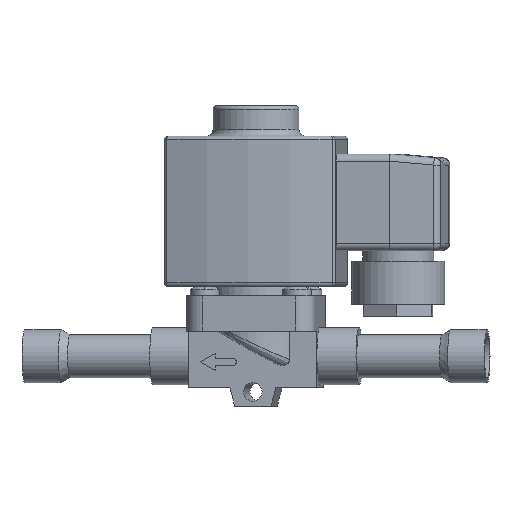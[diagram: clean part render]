
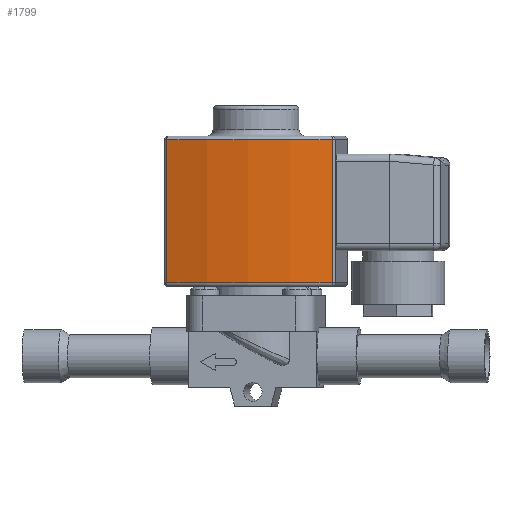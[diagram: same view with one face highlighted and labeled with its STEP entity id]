
A CAD part, left-side view. The second image highlights one B-rep face of the part: STEP entity #1799.
In plain terms, the highlighted cylindrical face has radius 82 mm (diameter 164 mm), a partial arc.
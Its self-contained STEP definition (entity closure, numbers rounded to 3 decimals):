
#1758=CARTESIAN_POINT('',(29.605,-52.141,46.593));
#1759=DIRECTION('',(0.,0.,1.));
#1760=DIRECTION('',(-0.109,-0.994,0.));
#1761=AXIS2_PLACEMENT_3D('',#1758,#1759,#1760);
#1762=CYLINDRICAL_SURFACE('',#1761,82.);
#1763=CARTESIAN_POINT('',(-46.017,-20.434,86.593));
#1764=VERTEX_POINT('',#1763);
#1765=CARTESIAN_POINT('',(-46.017,-20.434,46.593));
#1766=VERTEX_POINT('',#1765);
#1767=CARTESIAN_POINT('',(-46.017,-20.434,86.593));
#1768=DIRECTION('',(-0.,-0.,-1.));
#1769=VECTOR('',#1768,40.);
#1770=LINE('',#1767,#1769);
#1771=EDGE_CURVE('',#1764,#1766,#1770,.T.);
#1772=ORIENTED_EDGE('',*,*,#1771,.T.);
#1773=CARTESIAN_POINT('',(-51.088,-66.725,46.593));
#1774=VERTEX_POINT('',#1773);
#1775=CARTESIAN_POINT('',(29.605,-52.141,46.593));
#1776=DIRECTION('',(0.,0.,1.));
#1777=DIRECTION('',(-0.109,-0.994,0.));
#1778=AXIS2_PLACEMENT_3D('',#1775,#1776,#1777);
#1779=CIRCLE('',#1778,82.);
#1780=EDGE_CURVE('',#1766,#1774,#1779,.T.);
#1781=ORIENTED_EDGE('',*,*,#1780,.T.);
#1782=CARTESIAN_POINT('',(-51.088,-66.725,86.593));
#1783=VERTEX_POINT('',#1782);
#1784=CARTESIAN_POINT('',(-51.088,-66.725,46.593));
#1785=DIRECTION('',(0.,0.,1.));
#1786=VECTOR('',#1785,40.);
#1787=LINE('',#1784,#1786);
#1788=EDGE_CURVE('',#1774,#1783,#1787,.T.);
#1789=ORIENTED_EDGE('',*,*,#1788,.T.);
#1790=CARTESIAN_POINT('',(29.605,-52.141,86.593));
#1791=DIRECTION('',(-0.,-0.,-1.));
#1792=DIRECTION('',(-0.109,-0.994,0.));
#1793=AXIS2_PLACEMENT_3D('',#1790,#1791,#1792);
#1794=CIRCLE('',#1793,82.);
#1795=EDGE_CURVE('',#1783,#1764,#1794,.T.);
#1796=ORIENTED_EDGE('',*,*,#1795,.T.);
#1797=EDGE_LOOP('',(#1772,#1781,#1789,#1796));
#1798=FACE_BOUND('',#1797,.T.);
#1799=ADVANCED_FACE('',(#1798),#1762,.T.);
